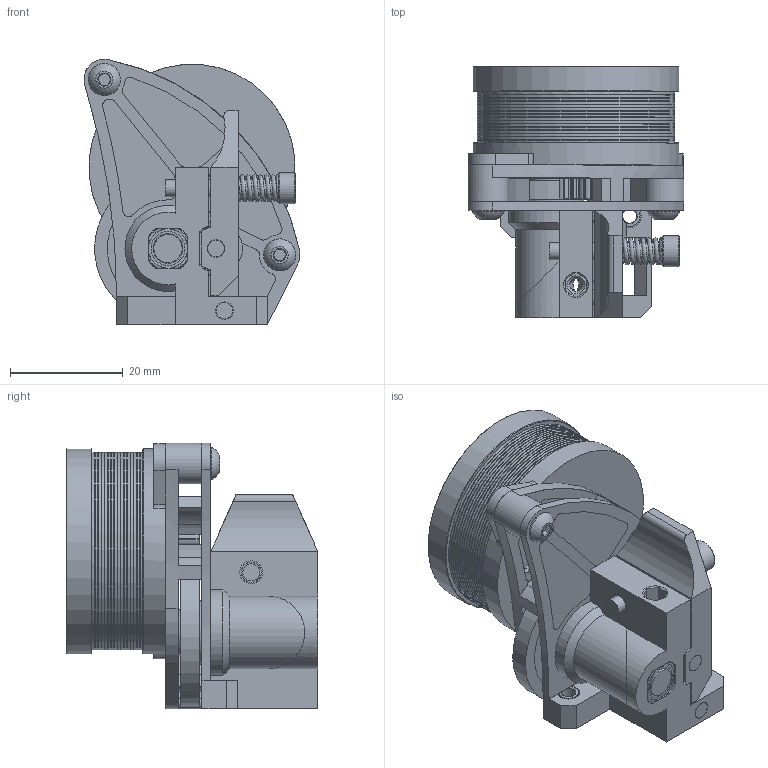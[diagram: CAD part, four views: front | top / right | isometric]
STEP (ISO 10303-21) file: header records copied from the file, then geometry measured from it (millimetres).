
FILE_DESCRIPTION(/* description */ ('CAx-IF Rec.Pracs.---Representation and Presentation of Product Manufacturing Information (PMI)---4.0---2014-10-13','CAx-IF Rec.Pracs.---3D Tessellated Geometry---0.4---2014-09-14','2;1'),/* implementation_level */ '2;1');
FILE_NAME(/* name */ 'K3D Minifeeder assembly',/* time_stamp */ '2022-03-20T18:21:01+03:00',/* author */ (''),/* organization */ (''),/* preprocessor_version */ 'ST-DEVELOPER v16.7',/* originating_system */ 'SIEMENS PLM Software NX 1911',/* authorisation */ $);
FILE_SCHEMA (('AP242_MANAGED_MODEL_BASED_3D_ENGINEERING_MIM_LF { 1 0 10303 442 1 1 4 }'));
Length unit declared in the file: millimetre
Products named in the file (16): K3D Minifeeder assembly; MF-01b - Minifeeder back lite; MF-02b - Minifeeder front lite; Threaded insert M3x5; BMG stift 19mm; Screw socket M3x20; Washer M3; BMG spring; Screw round M3x10; MF-03 - Minifeeder lever; MF-02 - Minifeeder front; MF-01 - Minifeeder back; BMG bearing; Motor Nema14 L17; BMG motor gear; BMG small gear
Assembly tree (21 placements, depth 2):
  K3D Minifeeder assembly
    MF-01b - Minifeeder back lite
    MF-02b - Minifeeder front lite
    Threaded insert M3x5  x3
    BMG stift 19mm  x2
    Screw socket M3x20
    Washer M3
    BMG spring
    Screw round M3x10  x2
    MF-03 - Minifeeder lever
    MF-02 - Minifeeder front
    MF-01 - Minifeeder back
    BMG bearing  x2
    Motor Nema14 L17
    BMG motor gear
    BMG small gear  x2
Bounding box: 38.24 x 44.5 x 47.01 mm (x, y, z)
Volume: 37174.1 mm3; surface area: 28310.5 mm2
Topology: 52 solids, 52 shells, 1415 faces, 3510 edges, 2159 vertices
Faces by surface type: plane 941, cylinder 302, cone 111, sphere 26, bspline 25, torus 10
Full cylindrical faces by diameter (mm): 2 x1, 2.2 x4, 2.5 x3, 2.7 x2, 3 x8, 3.1 x8, 3.2 x10, 3.5 x2, 3.6 x3, 3.7 x2, 5 x7, 5.5 x1, 5.7 x2, 6 x1, 6.016 x8, 6.984 x8, 7.2 x2, 8 x8, 8.2 x4, 9.4 x2, 11.25 x1, 13.25 x2, 16.6 x2, 21.5 x2, 26 x1, 35 x16, 36.5 x2
Entity records: 31294 total; most frequent: CARTESIAN_POINT 7831, DIRECTION 4671, ORIENTED_EDGE 4392, EDGE_CURVE 2196, AXIS2_PLACEMENT_3D 1720, VERTEX_POINT 1432, LINE 1231, VECTOR 1231
